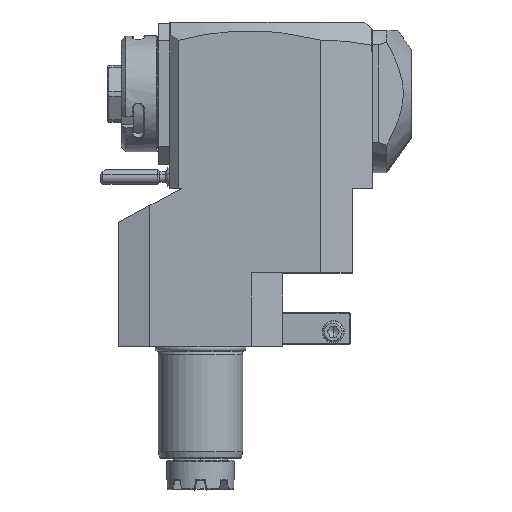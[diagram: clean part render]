
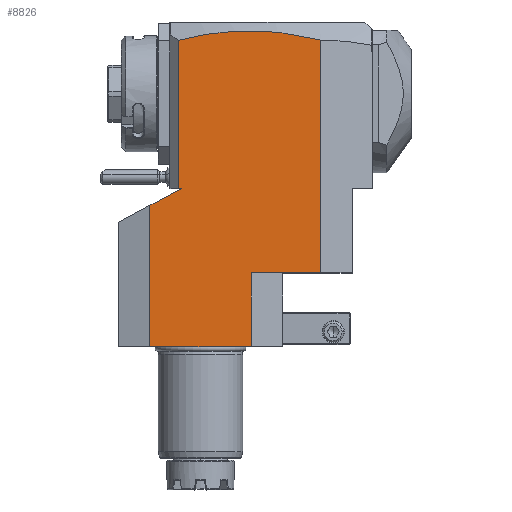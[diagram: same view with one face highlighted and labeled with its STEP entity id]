
A CAD part, top view. The second image highlights one B-rep face of the part: STEP entity #8826.
In plain terms, the highlighted planar face has unit normal (0, 0, 1).
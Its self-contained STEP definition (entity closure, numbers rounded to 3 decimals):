
#1=DIRECTION('',(-1.,0.,0.));
#2=VECTOR('',#1,48.);
#3=CARTESIAN_POINT('',(24.,0.,37.5));
#4=LINE('',#3,#2);
#43=DIRECTION('',(-1.,0.,0.));
#44=VECTOR('',#43,1.592);
#45=CARTESIAN_POINT('',(-8.908,75.,37.5));
#46=LINE('',#45,#44);
#47=CARTESIAN_POINT('',(57.,145.435,37.5));
#48=CARTESIAN_POINT('',(51.371,146.939,37.5));
#49=CARTESIAN_POINT('',(40.115,149.162,37.5));
#50=CARTESIAN_POINT('',(23.238,150.233,37.5));
#51=CARTESIAN_POINT('',(6.365,149.072,37.5));
#52=CARTESIAN_POINT('',(-4.879,146.791,37.5));
#53=CARTESIAN_POINT('',(-10.5,145.258,37.5));
#55=DIRECTION('',(0.,-1.,0.));
#56=VECTOR('',#55,110.435);
#57=CARTESIAN_POINT('',(57.,145.435,37.5));
#58=LINE('',#57,#56);
#59=DIRECTION('',(0.883,0.469,0.));
#60=VECTOR('',#59,17.092);
#61=CARTESIAN_POINT('',(-24.,66.976,37.5));
#62=LINE('',#61,#60);
#124=DIRECTION('',(0.,-1.,0.));
#125=VECTOR('',#124,70.258);
#126=CARTESIAN_POINT('',(-10.5,145.258,37.5));
#127=LINE('',#126,#125);
#2319=DIRECTION('',(1.,0.,0.));
#2320=VECTOR('',#2319,33.);
#2321=CARTESIAN_POINT('',(24.,35.,37.5));
#2322=LINE('',#2321,#2320);
#2911=DIRECTION('',(0.,1.,0.));
#2912=VECTOR('',#2911,35.);
#2913=CARTESIAN_POINT('',(24.,0.,37.5));
#2914=LINE('',#2913,#2912);
#4873=DIRECTION('',(0.,-1.,0.));
#4874=VECTOR('',#4873,66.976);
#4875=CARTESIAN_POINT('',(-24.,66.976,37.5));
#4876=LINE('',#4875,#4874);
#8197=VERTEX_POINT('',#47);
#8198=VERTEX_POINT('',#53);
#8532=CARTESIAN_POINT('',(24.,0.,37.5));
#8533=CARTESIAN_POINT('',(-24.,0.,37.5));
#8534=VERTEX_POINT('',#8532);
#8535=VERTEX_POINT('',#8533);
#8573=CARTESIAN_POINT('',(57.,35.,37.5));
#8575=VERTEX_POINT('',#8573);
#8584=CARTESIAN_POINT('',(-10.5,75.,37.5));
#8586=VERTEX_POINT('',#8584);
#8592=CARTESIAN_POINT('',(-24.,66.976,37.5));
#8594=VERTEX_POINT('',#8592);
#8756=CARTESIAN_POINT('',(-8.908,75.,37.5));
#8757=VERTEX_POINT('',#8756);
#8760=CARTESIAN_POINT('',(24.,35.,37.5));
#8761=VERTEX_POINT('',#8760);
#8802=CARTESIAN_POINT('',(-39.202,35.,37.5));
#8803=DIRECTION('',(0.,0.,1.));
#8804=DIRECTION('',(1.,0.,0.));
#8805=AXIS2_PLACEMENT_3D('',#8802,#8803,#8804);
#8806=PLANE('',#8805);
#8808=ORIENTED_EDGE('',*,*,#8807,.T.);
#8810=ORIENTED_EDGE('',*,*,#8809,.F.);
#8812=ORIENTED_EDGE('',*,*,#8811,.F.);
#8814=ORIENTED_EDGE('',*,*,#8813,.T.);
#8816=ORIENTED_EDGE('',*,*,#8815,.F.);
#8818=ORIENTED_EDGE('',*,*,#8817,.F.);
#8819=ORIENTED_EDGE('',*,*,#8771,.T.);
#8821=ORIENTED_EDGE('',*,*,#8820,.F.);
#8823=ORIENTED_EDGE('',*,*,#8822,.T.);
#8824=EDGE_LOOP('',(#8808,#8810,#8812,#8814,#8816,#8818,#8819,#8821,#8823));
#8825=FACE_OUTER_BOUND('',#8824,.F.);
#54=B_SPLINE_CURVE_WITH_KNOTS('',3,(#47,#48,#49,#50,#51,#52,#53),.UNSPECIFIED.,
.F.,.F.,(4,1,1,1,4),(0.,0.25,0.5,0.75,1.),.UNSPECIFIED.);
#8771=EDGE_CURVE('',#8534,#8535,#4,.T.);
#8807=EDGE_CURVE('',#8757,#8586,#46,.T.);
#8809=EDGE_CURVE('',#8198,#8586,#127,.T.);
#8811=EDGE_CURVE('',#8197,#8198,#54,.T.);
#8813=EDGE_CURVE('',#8197,#8575,#58,.T.);
#8815=EDGE_CURVE('',#8761,#8575,#2322,.T.);
#8817=EDGE_CURVE('',#8534,#8761,#2914,.T.);
#8820=EDGE_CURVE('',#8594,#8535,#4876,.T.);
#8822=EDGE_CURVE('',#8594,#8757,#62,.T.);
#8826=ADVANCED_FACE('',(#8825),#8806,.T.);
